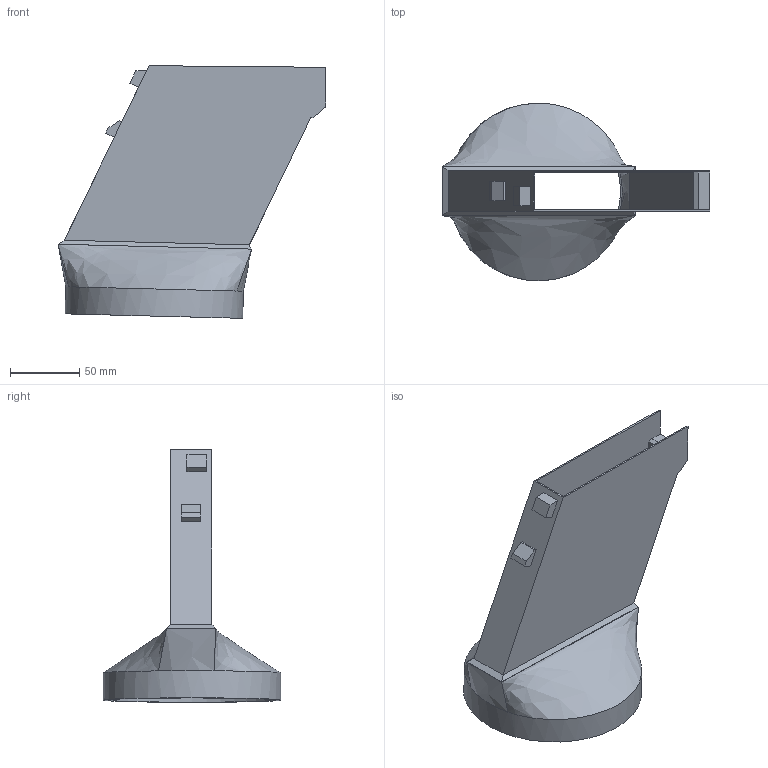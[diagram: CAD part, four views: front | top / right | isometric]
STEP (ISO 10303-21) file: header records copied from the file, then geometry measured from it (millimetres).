
FILE_DESCRIPTION(/* description */ (''),/* implementation_level */ '2;1');
FILE_NAME(/* name */ 'hopperAdapter v9.step',/* time_stamp */ '2020-08-26T08:57:03-07:00',/* author */ (''),/* organization */ (''),/* preprocessor_version */ 'ST-DEVELOPER v18.1',/* originating_system */ 'Autodesk Translation Framework v9.3.0.1241',/* authorisation */ '');
FILE_SCHEMA (('AUTOMOTIVE_DESIGN { 1 0 10303 214 3 1 1 }'));
Length unit declared in the file: inch
Products named in the file (1): hopperAdapter
Bounding box: 192.98 x 128.08 x 182.04 mm (x, y, z)
Volume: 128919.6 mm3; surface area: 132634.8 mm2
Topology: 1 solids, 1 shells, 48 faces, 138 edges, 94 vertices
Faces by surface type: plane 36, bspline 10, cylinder 2
Full cylindrical faces by diameter (mm): 121 x1, 128.08 x1
Entity records: 2136 total; most frequent: CARTESIAN_POINT 863, ORIENTED_EDGE 276, DIRECTION 229, EDGE_CURVE 138, LINE 111, VECTOR 111, VERTEX_POINT 94, AXIS2_PLACEMENT_3D 59
